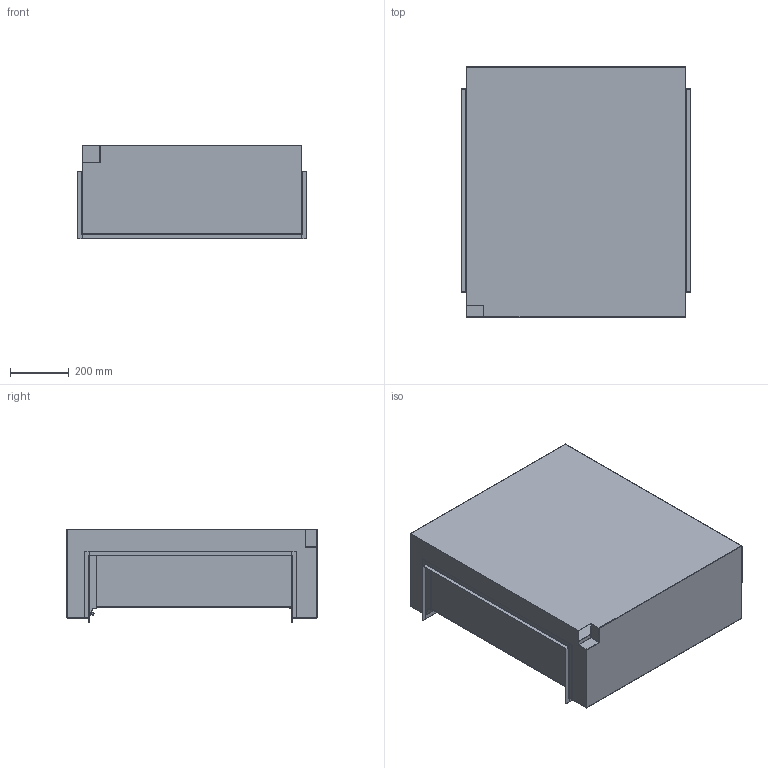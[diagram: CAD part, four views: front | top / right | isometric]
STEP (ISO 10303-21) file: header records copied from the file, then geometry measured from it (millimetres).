
FILE_DESCRIPTION (( 'STEP AP203' ), '1' );
FILE_NAME ('750 Engine.STEP', '2023-03-07T13:34:53', ( '' ), ( '' ), 'SwSTEP 2.0', 'SolidWorks 2022', '' );
FILE_SCHEMA (( 'CONFIG_CONTROL_DESIGN' ));
Length unit declared in the file: millimetre
Products named in the file (1): 750 Engine
Bounding box: 782 x 855 x 321 mm (x, y, z)
Volume: 5286693.4 mm3; surface area: 6232628.2 mm2
Topology: 20 solids, 20 shells, 625 faces, 1635 edges, 1049 vertices
Faces by surface type: plane 581, cylinder 38, sphere 3, bspline 3
Entity records: 19000 total; most frequent: CARTESIAN_POINT 3322, ORIENTED_EDGE 3252, DIRECTION 2945, EDGE_CURVE 1626, LINE 1541, VECTOR 1541, VERTEX_POINT 1043, EDGE_LOOP 787
